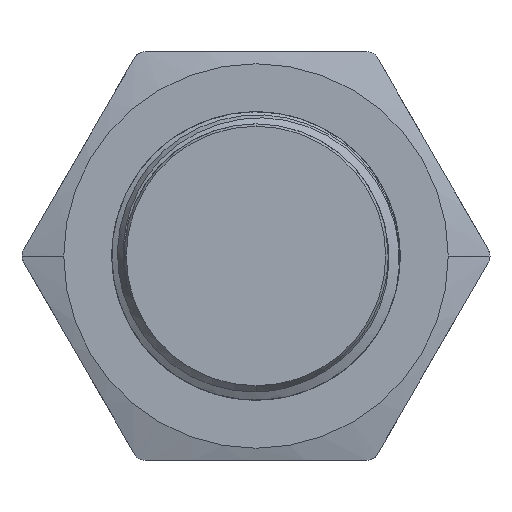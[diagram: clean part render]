
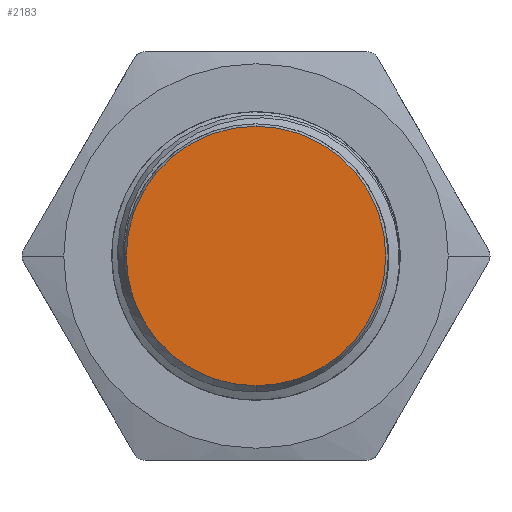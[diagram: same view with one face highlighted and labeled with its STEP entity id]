
A CAD part, front view. The second image highlights one B-rep face of the part: STEP entity #2183.
In plain terms, the highlighted planar face has unit normal (0, -1, 0).
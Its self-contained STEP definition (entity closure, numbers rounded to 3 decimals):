
#482=PLANE('',#13663);
#2183=ADVANCED_FACE('',(#3277),#482,.F.);
#3277=FACE_OUTER_BOUND('',#3987,.T.);
#3987=EDGE_LOOP('',(#6868,#6869));
#4329=CIRCLE('',#13661,5.4);
#4330=CIRCLE('',#13662,5.4);
#6868=ORIENTED_EDGE('',*,*,#11080,.F.);
#6869=ORIENTED_EDGE('',*,*,#11081,.F.);
#9332=VERTEX_POINT('',#25406);
#9333=VERTEX_POINT('',#25407);
#11080=EDGE_CURVE('',#9332,#9333,#4329,.T.);
#11081=EDGE_CURVE('',#9333,#9332,#4330,.T.);
#13661=AXIS2_PLACEMENT_3D('',#25405,#15290,#15291);
#13662=AXIS2_PLACEMENT_3D('',#25408,#15292,#15293);
#13663=AXIS2_PLACEMENT_3D('',#25409,#15294,#15295);
#15290=DIRECTION('',(0.,1.,0.));
#15291=DIRECTION('',(0.,0.,-1.));
#15292=DIRECTION('',(0.,1.,0.));
#15293=DIRECTION('',(0.,0.,1.));
#15294=DIRECTION('',(0.,1.,0.));
#15295=DIRECTION('',(1.,0.,0.));
#25405=CARTESIAN_POINT('',(0.,-14.,0.));
#25406=CARTESIAN_POINT('',(0.,-14.,-5.4));
#25407=CARTESIAN_POINT('',(0.,-14.,5.4));
#25408=CARTESIAN_POINT('',(0.,-14.,0.));
#25409=CARTESIAN_POINT('',(-18.5,-14.,-16.075));
